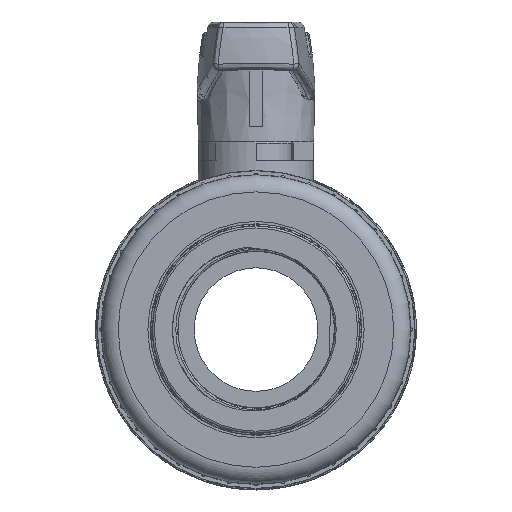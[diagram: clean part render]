
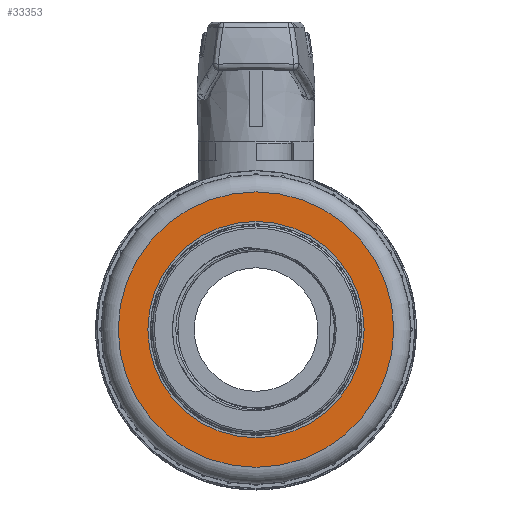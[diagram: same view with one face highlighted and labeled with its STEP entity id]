
A CAD part, left-side view. The second image highlights one B-rep face of the part: STEP entity #33353.
In plain terms, the highlighted face is planar.
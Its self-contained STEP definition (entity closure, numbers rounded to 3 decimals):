
#1211=FACE_BOUND('',#5314,.T.);
#1379=PLANE('',#35475);
#2252=CIRCLE('',#35476,34.556);
#2253=CIRCLE('',#35477,27.136);
#3353=FACE_OUTER_BOUND('',#5313,.T.);
#5313=EDGE_LOOP('',(#22696));
#5314=EDGE_LOOP('',(#22697));
#13814=VERTEX_POINT('',#49551);
#13815=VERTEX_POINT('',#49553);
#17354=EDGE_CURVE('',#13814,#13814,#2252,.T.);
#17355=EDGE_CURVE('',#13815,#13815,#2253,.T.);
#22696=ORIENTED_EDGE('',*,*,#17354,.T.);
#22697=ORIENTED_EDGE('',*,*,#17355,.T.);
#33353=ADVANCED_FACE('',(#3353,#1211),#1379,.F.);
#35475=AXIS2_PLACEMENT_3D('',#49550,#38572,#38573);
#35476=AXIS2_PLACEMENT_3D('',#49552,#38574,#38575);
#35477=AXIS2_PLACEMENT_3D('',#49554,#38576,#38577);
#38572=DIRECTION('center_axis',(-1.,0.,0.));
#38573=DIRECTION('ref_axis',(0.,1.,0.));
#38574=DIRECTION('center_axis',(1.,0.,0.));
#38575=DIRECTION('ref_axis',(0.,-1.,0.));
#38576=DIRECTION('center_axis',(-1.,0.,0.));
#38577=DIRECTION('ref_axis',(0.,0.,-1.));
#49550=CARTESIAN_POINT('Origin',(-426.316,-40.046,0.));
#49551=CARTESIAN_POINT('',(-426.316,-35.806,0.));
#49552=CARTESIAN_POINT('Origin',(-426.316,-1.25,0.));
#49553=CARTESIAN_POINT('',(-426.316,-1.25,-27.136));
#49554=CARTESIAN_POINT('Origin',(-426.316,-1.25,0.));
